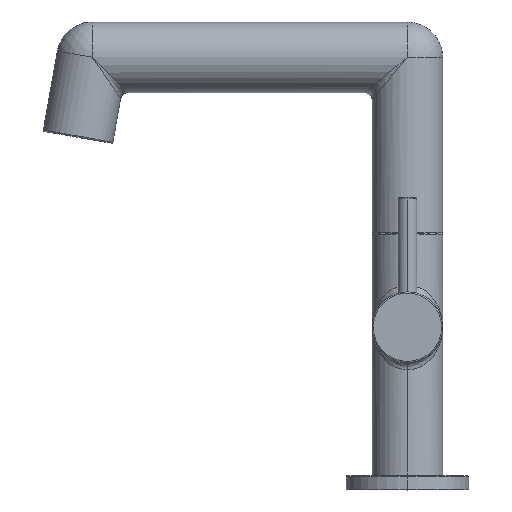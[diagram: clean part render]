
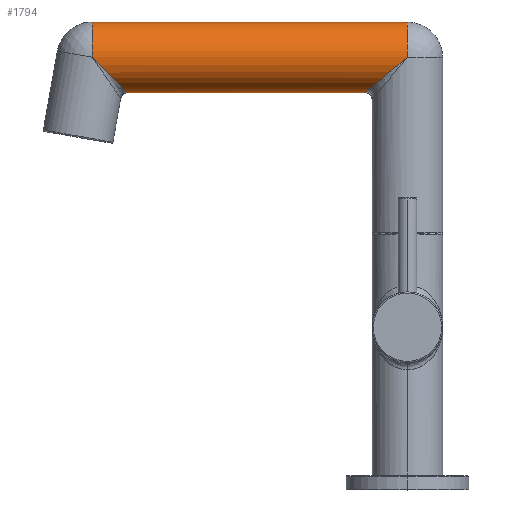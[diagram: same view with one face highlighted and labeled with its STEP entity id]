
A CAD part, top view. The second image highlights one B-rep face of the part: STEP entity #1794.
In plain terms, the highlighted cylindrical face has radius 15 mm (diameter 30 mm), a partial arc.
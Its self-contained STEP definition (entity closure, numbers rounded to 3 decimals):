
#1423=CARTESIAN_POINT('',(0.,15.,-74.8));
#1480=CARTESIAN_POINT('',(-134.005,15.,
-74.8));
#1481=CARTESIAN_POINT('',(-132.932,15.,
-73.735));
#1482=CARTESIAN_POINT('',(-130.892,14.773,
-71.709));
#1483=CARTESIAN_POINT('',(-128.23,13.946,
-69.065));
#1484=CARTESIAN_POINT('',(-125.906,12.744,
-66.756));
#1485=CARTESIAN_POINT('',(-123.943,11.27,
-64.807));
#1486=CARTESIAN_POINT('',(-122.328,9.602,
-63.203));
#1487=CARTESIAN_POINT('',(-121.062,7.825,
-61.946));
#1488=CARTESIAN_POINT('',(-120.11,6.003,
-61.001));
#1489=CARTESIAN_POINT('',(-119.387,3.978,
-60.283));
#1490=CARTESIAN_POINT('',(-118.976,1.899,
-59.875));
#1491=CARTESIAN_POINT('',(-118.901,0.617,
-59.8));
#1492=CARTESIAN_POINT('',(-118.901,0.,-59.8));
#1494=CARTESIAN_POINT('',(-134.005,0.,-74.8));
#1495=DIRECTION('',(-1.,0.,0.));
#1496=DIRECTION('',(0.,1.,0.));
#1497=AXIS2_PLACEMENT_3D('',#1494,#1495,#1496);
#1499=CARTESIAN_POINT('',(0.,0.,-74.8));
#1500=DIRECTION('',(-1.,0.,0.));
#1501=DIRECTION('',(0.,1.,0.));
#1502=AXIS2_PLACEMENT_3D('',#1499,#1500,#1501);
#1504=CARTESIAN_POINT('',(0.,15.,-74.8));
#1505=CARTESIAN_POINT('',(-0.621,15.,
-74.283));
#1506=CARTESIAN_POINT('',(-1.8,14.946,
-73.3));
#1507=CARTESIAN_POINT('',(-3.363,14.753,
-71.997));
#1508=CARTESIAN_POINT('',(-4.751,14.483,
-70.841));
#1509=CARTESIAN_POINT('',(-6.06,14.141,
-69.75));
#1510=CARTESIAN_POINT('',(-7.464,13.672,
-68.58));
#1511=CARTESIAN_POINT('',(-8.964,13.034,
-67.33));
#1512=CARTESIAN_POINT('',(-10.433,12.251,
-66.106));
#1513=CARTESIAN_POINT('',(-11.773,11.376,
-64.989));
#1514=CARTESIAN_POINT('',(-13.008,10.402,
-63.96));
#1515=CARTESIAN_POINT('',(-14.253,9.215,
-62.923));
#1516=CARTESIAN_POINT('',(-15.511,7.692,
-61.875));
#1517=CARTESIAN_POINT('',(-16.589,5.938,
-60.975));
#1518=CARTESIAN_POINT('',(-17.427,3.953,
-60.277));
#1519=CARTESIAN_POINT('',(-17.913,1.878,
-59.872));
#1520=CARTESIAN_POINT('',(-18.,0.611,
-59.8));
#1521=CARTESIAN_POINT('',(-18.,0.,-59.8));
#1523=DIRECTION('',(-1.,0.,0.));
#1524=VECTOR('',#1523,100.901);
#1525=CARTESIAN_POINT('',(-18.,0.,-59.8));
#1526=LINE('',#1525,#1524);
#1607=CARTESIAN_POINT('',(-118.901,0.,-59.8));
#1620=CARTESIAN_POINT('',(-18.,0.,-59.8));
#1644=DIRECTION('',(-1.,0.,0.));
#1645=VECTOR('',#1644,134.005);
#1646=CARTESIAN_POINT('',(0.,0.,-89.8));
#1647=LINE('',#1646,#1645);
#1658=CARTESIAN_POINT('',(0.,0.,-89.8));
#1659=CARTESIAN_POINT('',(-134.005,0.,-89.8));
#1660=VERTEX_POINT('',#1658);
#1661=VERTEX_POINT('',#1659);
#1664=VERTEX_POINT('',#1607);
#1665=VERTEX_POINT('',#1480);
#1666=VERTEX_POINT('',#1620);
#1669=VERTEX_POINT('',#1423);
#1776=CARTESIAN_POINT('',(0.,0.,-74.8));
#1777=DIRECTION('',(-1.,0.,0.));
#1778=DIRECTION('',(0.,0.,1.));
#1779=AXIS2_PLACEMENT_3D('',#1776,#1777,#1778);
#1780=CYLINDRICAL_SURFACE('',#1779,15.);
#1782=ORIENTED_EDGE('',*,*,#1781,.F.);
#1784=ORIENTED_EDGE('',*,*,#1783,.T.);
#1786=ORIENTED_EDGE('',*,*,#1785,.F.);
#1787=ORIENTED_EDGE('',*,*,#1769,.F.);
#1789=ORIENTED_EDGE('',*,*,#1788,.T.);
#1791=ORIENTED_EDGE('',*,*,#1790,.T.);
#1792=EDGE_LOOP('',(#1782,#1784,#1786,#1787,#1789,#1791));
#1793=FACE_OUTER_BOUND('',#1792,.F.);
#1794=ADVANCED_FACE('',(#1793),#1780,.T.);
#1493=B_SPLINE_CURVE_WITH_KNOTS('',3,(#1480,#1481,#1482,#1483,#1484,#1485,#1486,
#1487,#1488,#1489,#1490,#1491,#1492),.UNSPECIFIED.,.F.,.F.,(4,1,1,1,1,1,1,1,1,1,
4),(0.,0.1,0.2,0.3,0.4,0.5,0.6,0.7,0.8,0.9,1.),
.UNSPECIFIED.);
#1498=CIRCLE('',#1497,15.);
#1503=CIRCLE('',#1502,15.);
#1522=B_SPLINE_CURVE_WITH_KNOTS('',3,(#1504,#1505,#1506,#1507,#1508,#1509,#1510,
#1511,#1512,#1513,#1514,#1515,#1516,#1517,#1518,#1519,#1520,#1521),
.UNSPECIFIED.,.F.,.F.,(4,1,1,1,1,1,1,1,1,1,1,1,1,1,1,4),(0.,0.067,
0.133,0.2,0.267,0.333,0.4,
0.467,0.533,0.6,0.667,0.733,
0.8,0.867,0.933,1.),.UNSPECIFIED.);
#1769=EDGE_CURVE('',#1669,#1660,#1503,.T.);
#1781=EDGE_CURVE('',#1665,#1664,#1493,.T.);
#1783=EDGE_CURVE('',#1665,#1661,#1498,.T.);
#1785=EDGE_CURVE('',#1660,#1661,#1647,.T.);
#1788=EDGE_CURVE('',#1669,#1666,#1522,.T.);
#1790=EDGE_CURVE('',#1666,#1664,#1526,.T.);
